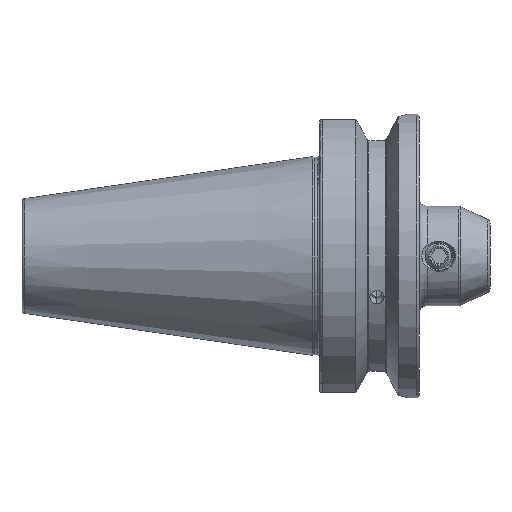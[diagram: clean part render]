
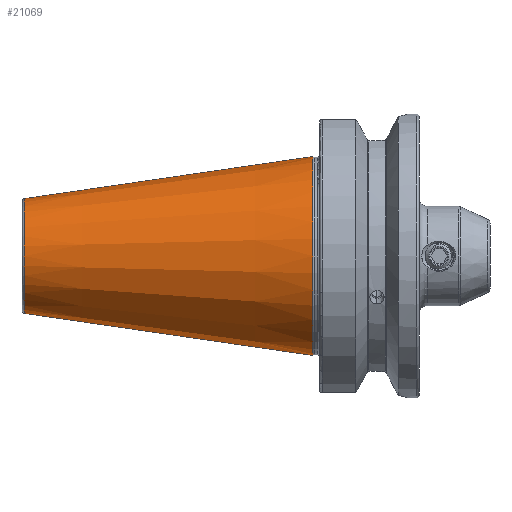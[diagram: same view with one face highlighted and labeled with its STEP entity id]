
A CAD part, front view. The second image highlights one B-rep face of the part: STEP entity #21069.
In plain terms, the highlighted conical face has half-angle 8.297 degrees and reference radius 34.998 mm.
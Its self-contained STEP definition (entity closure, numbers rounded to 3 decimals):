
#1716 = EDGE_CURVE ( 'NONE', #4622, #4591, #13189, .T. ) ;
#1771 = EDGE_CURVE ( 'NONE', #4625, #4513, #13212, .T. ) ;
#1882 = EDGE_CURVE ( 'NONE', #4591, #4513, #13271, .T. ) ;
#2058 = EDGE_CURVE ( 'NONE', #4622, #4625, #13392, .T. ) ;
#2858 = AXIS2_PLACEMENT_3D ( 'NONE', #5671, #5659, #5657 ) ;
#2860 = AXIS2_PLACEMENT_3D ( 'NONE', #6236, #6253, #6240 ) ;
#3080 = AXIS2_PLACEMENT_3D ( 'NONE', #16869, #16907, #16899 ) ;
#4513 = VERTEX_POINT ( 'NONE', #15475 ) ;
#4591 = VERTEX_POINT ( 'NONE', #7335 ) ;
#4622 = VERTEX_POINT ( 'NONE', #7282 ) ;
#4625 = VERTEX_POINT ( 'NONE', #7313 ) ;
#4862 = EDGE_LOOP ( 'NONE', ( #17689, #17666, #17691, #17706 ) ) ;
#5657 = DIRECTION ( 'NONE',  ( 0., 0., -1. ) ) ;
#5659 = DIRECTION ( 'NONE',  ( 1., 0., 0. ) ) ;
#5671 = CARTESIAN_POINT ( 'NONE',  ( -103.944, 0., 0. ) ) ;
#6236 = CARTESIAN_POINT ( 'NONE',  ( -2.5, 0., 0. ) ) ;
#6240 = DIRECTION ( 'NONE',  ( 0., 0., -1. ) ) ;
#6253 = DIRECTION ( 'NONE',  ( 1., 0., 0. ) ) ;
#7282 = CARTESIAN_POINT ( 'NONE',  ( -103.944, 0., 20.204 ) ) ;
#7313 = CARTESIAN_POINT ( 'NONE',  ( -2.5, 0., 34.998 ) ) ;
#7335 = CARTESIAN_POINT ( 'NONE',  ( -103.944, 0., -20.204 ) ) ;
#12105 = DIRECTION ( 'NONE',  ( 0.99, 0., -0.144 ) ) ;
#12144 = CARTESIAN_POINT ( 'NONE',  ( -2.5, 0., -34.998 ) ) ;
#12818 = CONICAL_SURFACE ( 'NONE', #3080, 34.998, 0.145 ) ;
#13189 = CIRCLE ( 'NONE', #2858, 20.204 ) ;
#13212 = CIRCLE ( 'NONE', #2860, 34.998 ) ;
#13271 = LINE ( 'NONE', #12144, #13286 ) ;
#13286 = VECTOR ( 'NONE', #12105, 1000. ) ;
#13392 = LINE ( 'NONE', #14730, #13393 ) ;
#13393 = VECTOR ( 'NONE', #14733, 1000. ) ;
#13718 = FACE_OUTER_BOUND ( 'NONE', #4862, .T. ) ;
#14730 = CARTESIAN_POINT ( 'NONE',  ( -2.5, 0., 34.998 ) ) ;
#14733 = DIRECTION ( 'NONE',  ( 0.99, 0., 0.144 ) ) ;
#15475 = CARTESIAN_POINT ( 'NONE',  ( -2.5, 0., -34.998 ) ) ;
#16869 = CARTESIAN_POINT ( 'NONE',  ( -2.5, 0., 0. ) ) ;
#16899 = DIRECTION ( 'NONE',  ( 0., 0., -1. ) ) ;
#16907 = DIRECTION ( 'NONE',  ( 1., 0., 0. ) ) ;
#17666 = ORIENTED_EDGE ( 'NONE', *, *, #1716, .T. ) ;
#17689 = ORIENTED_EDGE ( 'NONE', *, *, #2058, .F. ) ;
#17691 = ORIENTED_EDGE ( 'NONE', *, *, #1882, .T. ) ;
#17706 = ORIENTED_EDGE ( 'NONE', *, *, #1771, .F. ) ;
#21069 = ADVANCED_FACE ( 'NONE', ( #13718 ), #12818, .T. ) ;
